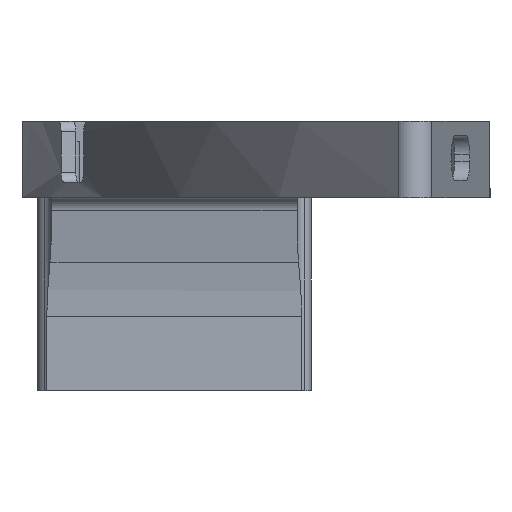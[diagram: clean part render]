
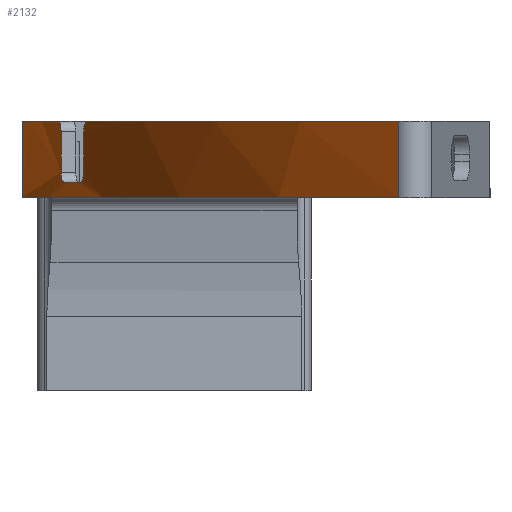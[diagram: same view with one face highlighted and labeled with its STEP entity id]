
A CAD part, left-side view. The second image highlights one B-rep face of the part: STEP entity #2132.
In plain terms, the highlighted cylindrical face has radius 116.43 mm (diameter 232.86 mm), a partial arc.
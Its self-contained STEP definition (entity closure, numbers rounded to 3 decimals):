
#45=B_SPLINE_CURVE_WITH_KNOTS('',3,(#3196,#3197,#3198,#3199,#3200,#3201,
#3202,#3203,#3204,#3205),.UNSPECIFIED.,.F.,.F.,(4,2,2,2,4),(0.603,
0.64,0.678,0.716,0.753),
 .UNSPECIFIED.);
#47=B_SPLINE_CURVE_WITH_KNOTS('',3,(#3270,#3271,#3272,#3273,#3274,#3275,
#3276,#3277,#3278,#3279),.UNSPECIFIED.,.F.,.F.,(4,2,2,2,4),(0.151,
0.188,0.226,0.264,0.301),
 .UNSPECIFIED.);
#48=B_SPLINE_CURVE_WITH_KNOTS('',3,(#3283,#3284,#3285,#3286,#3287,#3288,
#3289,#3290,#3291,#3292),.UNSPECIFIED.,.F.,.F.,(4,2,2,2,4),(0.301,
0.339,0.377,0.414,0.452),
 .UNSPECIFIED.);
#49=B_SPLINE_CURVE_WITH_KNOTS('',3,(#3295,#3296,#3297,#3298,#3299,#3300,
#3301,#3302,#3303,#3304),.UNSPECIFIED.,.F.,.F.,(4,2,2,2,4),(0.452,
0.49,0.527,0.565,0.603),
 .UNSPECIFIED.);
#79=CIRCLE('',#2280,116.43);
#85=CIRCLE('',#2286,116.43);
#93=CIRCLE('',#2295,116.43);
#94=CIRCLE('',#2296,116.43);
#170=CYLINDRICAL_SURFACE('',#2294,116.43);
#229=FACE_OUTER_BOUND('',#347,.T.);
#347=EDGE_LOOP('',(#1496,#1497,#1498,#1499,#1500,#1501,#1502,#1503,#1504,
#1505,#1506,#1507));
#509=LINE('',#3268,#711);
#510=LINE('',#3294,#712);
#511=LINE('',#3306,#713);
#512=LINE('',#3309,#714);
#711=VECTOR('',#2594,10.);
#712=VECTOR('',#2597,10.);
#713=VECTOR('',#2598,10.);
#714=VECTOR('',#2601,10.);
#908=VERTEX_POINT('',#3194);
#909=VERTEX_POINT('',#3195);
#912=VERTEX_POINT('',#3221);
#921=VERTEX_POINT('',#3239);
#922=VERTEX_POINT('',#3241);
#934=VERTEX_POINT('',#3267);
#935=VERTEX_POINT('',#3269);
#936=VERTEX_POINT('',#3280);
#937=VERTEX_POINT('',#3282);
#938=VERTEX_POINT('',#3293);
#939=VERTEX_POINT('',#3305);
#940=VERTEX_POINT('',#3307);
#1134=EDGE_CURVE('',#908,#909,#45,.T.);
#1138=EDGE_CURVE('',#909,#912,#79,.T.);
#1148=EDGE_CURVE('',#921,#922,#85,.T.);
#1161=EDGE_CURVE('',#908,#934,#509,.T.);
#1162=EDGE_CURVE('',#935,#934,#47,.T.);
#1163=EDGE_CURVE('',#935,#936,#93,.T.);
#1164=EDGE_CURVE('',#937,#936,#48,.T.);
#1165=EDGE_CURVE('',#937,#938,#510,.T.);
#1166=EDGE_CURVE('',#922,#938,#49,.T.);
#1167=EDGE_CURVE('',#921,#939,#511,.T.);
#1168=EDGE_CURVE('',#940,#939,#94,.T.);
#1169=EDGE_CURVE('',#912,#940,#512,.T.);
#1496=ORIENTED_EDGE('',*,*,#1134,.F.);
#1497=ORIENTED_EDGE('',*,*,#1161,.T.);
#1498=ORIENTED_EDGE('',*,*,#1162,.F.);
#1499=ORIENTED_EDGE('',*,*,#1163,.T.);
#1500=ORIENTED_EDGE('',*,*,#1164,.F.);
#1501=ORIENTED_EDGE('',*,*,#1165,.T.);
#1502=ORIENTED_EDGE('',*,*,#1166,.F.);
#1503=ORIENTED_EDGE('',*,*,#1148,.F.);
#1504=ORIENTED_EDGE('',*,*,#1167,.T.);
#1505=ORIENTED_EDGE('',*,*,#1168,.F.);
#1506=ORIENTED_EDGE('',*,*,#1169,.F.);
#1507=ORIENTED_EDGE('',*,*,#1138,.F.);
#2132=ADVANCED_FACE('',(#229),#170,.T.);
#2280=AXIS2_PLACEMENT_3D('',#3222,#2555,#2556);
#2286=AXIS2_PLACEMENT_3D('',#3242,#2571,#2572);
#2294=AXIS2_PLACEMENT_3D('',#3266,#2592,#2593);
#2295=AXIS2_PLACEMENT_3D('',#3281,#2595,#2596);
#2296=AXIS2_PLACEMENT_3D('',#3308,#2599,#2600);
#2555=DIRECTION('center_axis',(0.,0.,1.));
#2556=DIRECTION('ref_axis',(-0.086,0.996,0.));
#2571=DIRECTION('center_axis',(0.,0.,1.));
#2572=DIRECTION('ref_axis',(-0.086,0.996,0.));
#2592=DIRECTION('center_axis',(0.,0.,-1.));
#2593=DIRECTION('ref_axis',(-0.086,0.996,0.));
#2594=DIRECTION('',(0.,0.,-1.));
#2595=DIRECTION('center_axis',(0.,0.,-1.));
#2596=DIRECTION('ref_axis',(-0.086,0.996,0.));
#2597=DIRECTION('',(0.,0.,1.));
#2598=DIRECTION('',(0.,0.,-1.));
#2599=DIRECTION('center_axis',(0.,0.,-1.));
#2600=DIRECTION('ref_axis',(-0.086,0.996,0.));
#2601=DIRECTION('',(0.,0.,-1.));
#3194=CARTESIAN_POINT('',(-28.34,-6.063,5.));
#3195=CARTESIAN_POINT('',(-29.283,-6.397,6.));
#3196=CARTESIAN_POINT('Ctrl Pts',(-28.34,-6.063,5.));
#3197=CARTESIAN_POINT('Ctrl Pts',(-28.34,-6.063,5.126));
#3198=CARTESIAN_POINT('Ctrl Pts',(-28.363,-6.072,5.259));
#3199=CARTESIAN_POINT('Ctrl Pts',(-28.46,-6.105,5.506));
#3200=CARTESIAN_POINT('Ctrl Pts',(-28.532,-6.131,5.618));
#3201=CARTESIAN_POINT('Ctrl Pts',(-28.7,-6.19,5.796));
#3202=CARTESIAN_POINT('Ctrl Pts',(-28.806,-6.227,5.873));
#3203=CARTESIAN_POINT('Ctrl Pts',(-29.038,-6.309,5.975));
#3204=CARTESIAN_POINT('Ctrl Pts',(-29.165,-6.354,6.));
#3205=CARTESIAN_POINT('Ctrl Pts',(-29.283,-6.397,6.));
#3221=CARTESIAN_POINT('',(-75.567,-37.042,6.));
#3222=CARTESIAN_POINT('Origin',(10.,-116.,6.));
#3239=CARTESIAN_POINT('',(0.,0.,6.));
#3241=CARTESIAN_POINT('',(-20.323,-3.588,6.));
#3242=CARTESIAN_POINT('Origin',(10.,-116.,6.));
#3266=CARTESIAN_POINT('Origin',(10.,-116.,0.));
#3267=CARTESIAN_POINT('',(-28.34,-6.063,1.));
#3268=CARTESIAN_POINT('',(-28.34,-6.063,0.));
#3269=CARTESIAN_POINT('',(-27.394,-5.738,0.));
#3270=CARTESIAN_POINT('Ctrl Pts',(-27.394,-5.738,0.));
#3271=CARTESIAN_POINT('Ctrl Pts',(-27.513,-5.778,0.));
#3272=CARTESIAN_POINT('Ctrl Pts',(-27.639,-5.822,0.025));
#3273=CARTESIAN_POINT('Ctrl Pts',(-27.873,-5.902,0.127));
#3274=CARTESIAN_POINT('Ctrl Pts',(-27.979,-5.938,0.204));
#3275=CARTESIAN_POINT('Ctrl Pts',(-28.147,-5.996,0.382));
#3276=CARTESIAN_POINT('Ctrl Pts',(-28.22,-6.022,0.494));
#3277=CARTESIAN_POINT('Ctrl Pts',(-28.316,-6.055,0.741));
#3278=CARTESIAN_POINT('Ctrl Pts',(-28.34,-6.063,0.874));
#3279=CARTESIAN_POINT('Ctrl Pts',(-28.34,-6.063,1.));
#3280=CARTESIAN_POINT('',(-22.249,-4.125,0.));
#3281=CARTESIAN_POINT('Origin',(10.,-116.,0.));
#3282=CARTESIAN_POINT('',(-21.287,-3.852,1.));
#3283=CARTESIAN_POINT('Ctrl Pts',(-21.287,-3.852,1.));
#3284=CARTESIAN_POINT('Ctrl Pts',(-21.287,-3.852,0.874));
#3285=CARTESIAN_POINT('Ctrl Pts',(-21.311,-3.859,0.741));
#3286=CARTESIAN_POINT('Ctrl Pts',(-21.41,-3.886,0.494));
#3287=CARTESIAN_POINT('Ctrl Pts',(-21.484,-3.907,0.382));
#3288=CARTESIAN_POINT('Ctrl Pts',(-21.655,-3.955,0.204));
#3289=CARTESIAN_POINT('Ctrl Pts',(-21.763,-3.986,0.127));
#3290=CARTESIAN_POINT('Ctrl Pts',(-22.,-4.053,0.025));
#3291=CARTESIAN_POINT('Ctrl Pts',(-22.129,-4.09,0.));
#3292=CARTESIAN_POINT('Ctrl Pts',(-22.249,-4.125,0.));
#3293=CARTESIAN_POINT('',(-21.287,-3.852,5.));
#3294=CARTESIAN_POINT('',(-21.287,-3.852,0.));
#3295=CARTESIAN_POINT('Ctrl Pts',(-20.323,-3.588,6.));
#3296=CARTESIAN_POINT('Ctrl Pts',(-20.444,-3.62,6.));
#3297=CARTESIAN_POINT('Ctrl Pts',(-20.573,-3.655,5.975));
#3298=CARTESIAN_POINT('Ctrl Pts',(-20.811,-3.72,5.873));
#3299=CARTESIAN_POINT('Ctrl Pts',(-20.919,-3.75,5.796));
#3300=CARTESIAN_POINT('Ctrl Pts',(-21.09,-3.798,5.618));
#3301=CARTESIAN_POINT('Ctrl Pts',(-21.165,-3.818,5.506));
#3302=CARTESIAN_POINT('Ctrl Pts',(-21.263,-3.845,5.259));
#3303=CARTESIAN_POINT('Ctrl Pts',(-21.287,-3.852,5.126));
#3304=CARTESIAN_POINT('Ctrl Pts',(-21.287,-3.852,5.));
#3305=CARTESIAN_POINT('',(0.,0.,-1.5));
#3306=CARTESIAN_POINT('',(0.,0.,0.));
#3307=CARTESIAN_POINT('',(-75.567,-37.042,-1.5));
#3308=CARTESIAN_POINT('Origin',(10.,-116.,-1.5));
#3309=CARTESIAN_POINT('',(-75.567,-37.042,0.));
